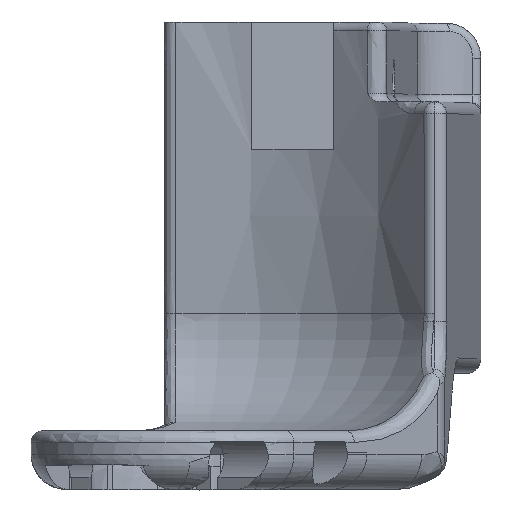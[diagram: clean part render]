
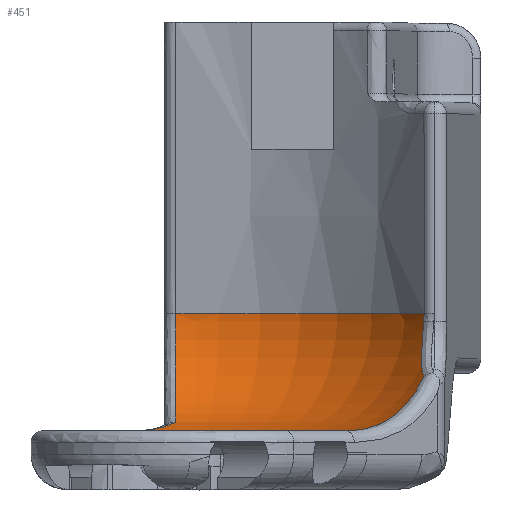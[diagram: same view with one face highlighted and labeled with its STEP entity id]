
A CAD part, top view. The second image highlights one B-rep face of the part: STEP entity #451.
In plain terms, the highlighted toroidal (fillet/blend) face has major radius 14.213 mm and minor radius 10 mm.
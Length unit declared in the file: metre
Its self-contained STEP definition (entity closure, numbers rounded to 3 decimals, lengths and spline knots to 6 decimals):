
#451 = ADVANCED_FACE( '', ( #1040, #1041 ), #1042, .F. );
#1040 = FACE_BOUND( '', #2367, .T. );
#1041 = FACE_OUTER_BOUND( '', #2368, .T. );
#1042 = TOROIDAL_SURFACE( '', #2369, 0.014213, 0.01 );
#2367 = VERTEX_LOOP( '', #4826 );
#2368 = EDGE_LOOP( '', ( #4827, #4828, #4829, #4830, #4831, #4832, #4833 ) );
#2369 = AXIS2_PLACEMENT_3D( '', #4834, #4835, #4836 );
#4826 = VERTEX_POINT( '', #6522 );
#4827 = ORIENTED_EDGE( '', *, *, #6523, .F. );
#4828 = ORIENTED_EDGE( '', *, *, #6524, .T. );
#4829 = ORIENTED_EDGE( '', *, *, #6525, .F. );
#4830 = ORIENTED_EDGE( '', *, *, #6526, .F. );
#4831 = ORIENTED_EDGE( '', *, *, #6412, .F. );
#4832 = ORIENTED_EDGE( '', *, *, #6527, .F. );
#4833 = ORIENTED_EDGE( '', *, *, #6528, .F. );
#4834 = CARTESIAN_POINT( '', ( -0.048819, 0.032, 0.824444 ) );
#4835 = DIRECTION( '', ( 0., 1., 0. ) );
#4836 = DIRECTION( '', ( 0.617, 0., -0.787 ) );
#6412 = EDGE_CURVE( '', #7506, #7509, #7510, .T. );
#6522 = CARTESIAN_POINT( '', ( -0.033885, 0.032, 0.805385 ) );
#6523 = EDGE_CURVE( '', #7523, #7677, #7678, .T. );
#6524 = EDGE_CURVE( '', #7523, #7679, #7680, .T. );
#6525 = EDGE_CURVE( '', #7681, #7679, #7682, .T. );
#6526 = EDGE_CURVE( '', #7509, #7681, #7683, .T. );
#6527 = EDGE_CURVE( '', #7684, #7506, #7685, .T. );
#6528 = EDGE_CURVE( '', #7677, #7684, #7686, .T. );
#7506 = VERTEX_POINT( '', #9793 );
#7509 = VERTEX_POINT( '', #9797 );
#7510 = CIRCLE( '', #9798, 0.014213 );
#7523 = VERTEX_POINT( '', #9814 );
#7677 = VERTEX_POINT( '', #10249 );
#7678 = CIRCLE( '', #10250, 0.008525 );
#7679 = VERTEX_POINT( '', #10251 );
#7680 = CIRCLE( '', #10252, 0.024213 );
#7681 = VERTEX_POINT( '', #10253 );
#7682 = B_SPLINE_CURVE_WITH_KNOTS( '', 3, ( #10254, #10255, #10256, #10257, #10258 ), .UNSPECIFIED., .F., .F., ( 4, 1, 4 ), ( 0., 0.428571, 1. ), .UNSPECIFIED. );
#7683 = B_SPLINE_CURVE_WITH_KNOTS( '', 3, ( #10259, #10260, #10261, #10262 ), .UNSPECIFIED., .F., .F., ( 4, 4 ), ( 0., 1. ), .UNSPECIFIED. );
#7684 = VERTEX_POINT( '', #10263 );
#7685 = B_SPLINE_CURVE_WITH_KNOTS( '', 3, ( #10264, #10265, #10266, #10267, #10268, #10269 ), .UNSPECIFIED., .F., .F., ( 4, 1, 1, 4 ), ( 0., 0.413438, 0.706719, 1. ), .UNSPECIFIED. );
#7686 = B_SPLINE_CURVE_WITH_KNOTS( '', 3, ( #10270, #10271, #10272, #10273, #10274, #10275 ), .UNSPECIFIED., .F., .F., ( 4, 1, 1, 4 ), ( 0., 0.452308, 0.753846, 1. ), .UNSPECIFIED. );
#9793 = CARTESIAN_POINT( '', ( -0.034616, 0.022, 0.824963 ) );
#9797 = CARTESIAN_POINT( '', ( -0.05272, 0.022, 0.810777 ) );
#9798 = AXIS2_PLACEMENT_3D( '', #11895, #11896, #11897 );
#9814 = CARTESIAN_POINT( '', ( -0.027889, 0.032002, 0.812272 ) );
#10249 = CARTESIAN_POINT( '', ( -0.027913, 0.031359, 0.812271 ) );
#10250 = AXIS2_PLACEMENT_3D( '', #12011, #12012, #12013 );
#10251 = CARTESIAN_POINT( '', ( -0.048993, 0.032002, 0.800232 ) );
#10252 = AXIS2_PLACEMENT_3D( '', #12014, #12015, #12016 );
#10253 = CARTESIAN_POINT( '', ( -0.048996, 0.022759, 0.806412 ) );
#10254 = CARTESIAN_POINT( '', ( -0.048996, 0.022759, 0.806412 ) );
#10255 = CARTESIAN_POINT( '', ( -0.048995, 0.023402, 0.804855 ) );
#10256 = CARTESIAN_POINT( '', ( -0.048993, 0.02584, 0.801608 ) );
#10257 = CARTESIAN_POINT( '', ( -0.048993, 0.029757, 0.800232 ) );
#10258 = CARTESIAN_POINT( '', ( -0.048993, 0.032002, 0.800232 ) );
#10259 = CARTESIAN_POINT( '', ( -0.05272, 0.022, 0.810777 ) );
#10260 = CARTESIAN_POINT( '', ( -0.051433, 0.022, 0.809278 ) );
#10261 = CARTESIAN_POINT( '', ( -0.050169, 0.022189, 0.8078 ) );
#10262 = CARTESIAN_POINT( '', ( -0.048996, 0.022759, 0.806412 ) );
#10263 = CARTESIAN_POINT( '', ( -0.027901, 0.026654, 0.815723 ) );
#10264 = CARTESIAN_POINT( '', ( -0.027901, 0.026654, 0.815723 ) );
#10265 = CARTESIAN_POINT( '', ( -0.028512, 0.025266, 0.816545 ) );
#10266 = CARTESIAN_POINT( '', ( -0.029943, 0.023383, 0.818478 ) );
#10267 = CARTESIAN_POINT( '', ( -0.03237, 0.022161, 0.821819 ) );
#10268 = CARTESIAN_POINT( '', ( -0.033861, 0.022, 0.823905 ) );
#10269 = CARTESIAN_POINT( '', ( -0.034616, 0.022, 0.824963 ) );
#10270 = CARTESIAN_POINT( '', ( -0.027913, 0.031359, 0.812271 ) );
#10271 = CARTESIAN_POINT( '', ( -0.027982, 0.030437, 0.81227 ) );
#10272 = CARTESIAN_POINT( '', ( -0.028095, 0.028905, 0.812723 ) );
#10273 = CARTESIAN_POINT( '', ( -0.028108, 0.027367, 0.814188 ) );
#10274 = CARTESIAN_POINT( '', ( -0.027984, 0.026831, 0.815232 ) );
#10275 = CARTESIAN_POINT( '', ( -0.027901, 0.026654, 0.815723 ) );
#11895 = CARTESIAN_POINT( '', ( -0.048819, 0.022, 0.824444 ) );
#11896 = DIRECTION( '', ( 0., 1., 0. ) );
#11897 = DIRECTION( '', ( 1., 0., 0. ) );
#12011 = CARTESIAN_POINT( '', ( -0.036411, 0.032, 0.812066 ) );
#12012 = DIRECTION( '', ( 0.024, 0., -1. ) );
#12013 = DIRECTION( '', ( 0.997, -0.075, 0.024 ) );
#12014 = CARTESIAN_POINT( '', ( -0.048819, 0.032002, 0.824444 ) );
#12015 = DIRECTION( '', ( 0., 1., 0. ) );
#12016 = DIRECTION( '', ( 1., 0., 0. ) );
